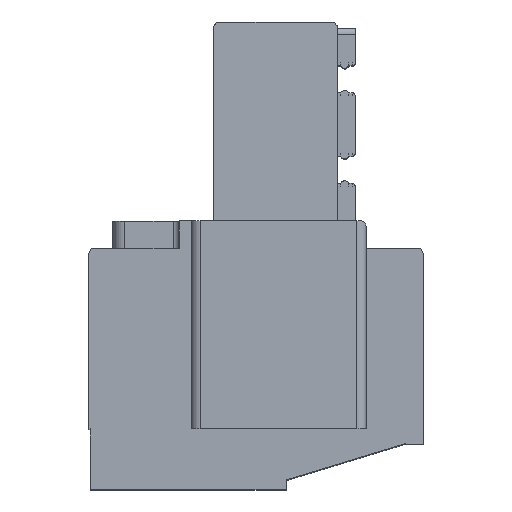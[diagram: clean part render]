
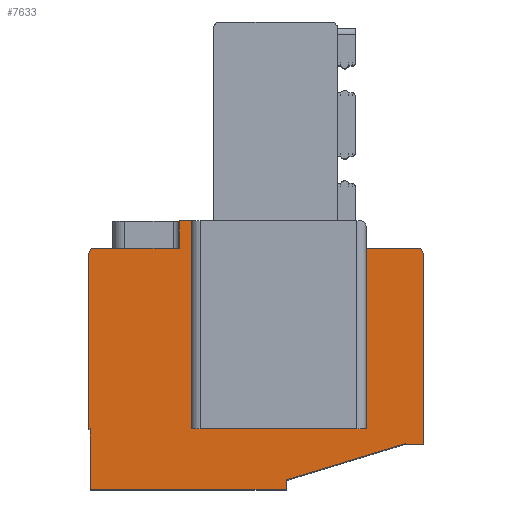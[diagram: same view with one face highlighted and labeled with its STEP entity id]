
A CAD part, top view. The second image highlights one B-rep face of the part: STEP entity #7633.
In plain terms, the highlighted planar face has unit normal (0, 0, 1).
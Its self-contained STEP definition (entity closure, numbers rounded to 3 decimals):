
#172=CIRCLE($,#8115,0.2);
#173=CIRCLE($,#8116,0.2);
#459=PLANE($,#8114);
#701=FACE_OUTER_BOUND($,#1157,.T.);
#1157=EDGE_LOOP($,(#5218,#5219,#5220,#5221,#5222,#5223,#5224,#5225,#5226,
#5227,#5228,#5229,#5230,#5231,#5232,#5233,#5234,#5235,#5236,#5237,#5238,
#5239));
#1690=LINE($,#11256,#2369);
#1698=LINE($,#11283,#2377);
#1699=LINE($,#11285,#2378);
#1700=LINE($,#11287,#2379);
#1701=LINE($,#11289,#2380);
#1702=LINE($,#11293,#2381);
#1703=LINE($,#11295,#2382);
#1704=LINE($,#11296,#2383);
#1705=LINE($,#11298,#2384);
#1706=LINE($,#11300,#2385);
#1707=LINE($,#11302,#2386);
#1708=LINE($,#11304,#2387);
#1709=LINE($,#11306,#2388);
#1710=LINE($,#11310,#2389);
#1711=LINE($,#11312,#2390);
#1712=LINE($,#11314,#2391);
#1713=LINE($,#11316,#2392);
#1714=LINE($,#11318,#2393);
#1715=LINE($,#11320,#2394);
#1716=LINE($,#11321,#2395);
#2369=VECTOR($,#8912,6.5);
#2377=VECTOR($,#8936,1.1);
#2378=VECTOR($,#8937,0.4);
#2379=VECTOR($,#8938,0.9);
#2380=VECTOR($,#8939,2.8);
#2381=VECTOR($,#8942,5.8);
#2382=VECTOR($,#8943,0.05);
#2383=VECTOR($,#8944,2.);
#2384=VECTOR($,#8945,0.31);
#2385=VECTOR($,#8946,4.13);
#2386=VECTOR($,#8947,0.018);
#2387=VECTOR($,#8948,0.6);
#2388=VECTOR($,#8949,6.3);
#2389=VECTOR($,#8952,1.7);
#2390=VECTOR($,#8953,0.2);
#2391=VECTOR($,#8954,0.622);
#2392=VECTOR($,#8955,5.8);
#2393=VECTOR($,#8956,4.556);
#2394=VECTOR($,#8957,5.8);
#2395=VECTOR($,#8958,0.622);
#3253=VERTEX_POINT($,#11254);
#3254=VERTEX_POINT($,#11255);
#3264=VERTEX_POINT($,#11281);
#3265=VERTEX_POINT($,#11282);
#3266=VERTEX_POINT($,#11284);
#3267=VERTEX_POINT($,#11286);
#3268=VERTEX_POINT($,#11288);
#3269=VERTEX_POINT($,#11290);
#3270=VERTEX_POINT($,#11292);
#3271=VERTEX_POINT($,#11294);
#3272=VERTEX_POINT($,#11297);
#3273=VERTEX_POINT($,#11299);
#3274=VERTEX_POINT($,#11301);
#3275=VERTEX_POINT($,#11303);
#3276=VERTEX_POINT($,#11305);
#3277=VERTEX_POINT($,#11307);
#3278=VERTEX_POINT($,#11309);
#3279=VERTEX_POINT($,#11311);
#3280=VERTEX_POINT($,#11313);
#3281=VERTEX_POINT($,#11315);
#3282=VERTEX_POINT($,#11317);
#3283=VERTEX_POINT($,#11319);
#4033=EDGE_CURVE($,#3253,#3254,#1690,.T.);
#4048=EDGE_CURVE($,#3264,#3265,#1698,.T.);
#4049=EDGE_CURVE($,#3264,#3266,#1699,.T.);
#4050=EDGE_CURVE($,#3266,#3267,#1700,.T.);
#4051=EDGE_CURVE($,#3267,#3268,#1701,.T.);
#4052=EDGE_CURVE($,#3268,#3269,#172,.T.);
#4053=EDGE_CURVE($,#3269,#3270,#1702,.T.);
#4054=EDGE_CURVE($,#3270,#3271,#1703,.T.);
#4055=EDGE_CURVE($,#3271,#3253,#1704,.T.);
#4056=EDGE_CURVE($,#3254,#3272,#1705,.T.);
#4057=EDGE_CURVE($,#3272,#3273,#1706,.T.);
#4058=EDGE_CURVE($,#3273,#3274,#1707,.T.);
#4059=EDGE_CURVE($,#3274,#3275,#1708,.T.);
#4060=EDGE_CURVE($,#3275,#3276,#1709,.T.);
#4061=EDGE_CURVE($,#3276,#3277,#173,.T.);
#4062=EDGE_CURVE($,#3277,#3278,#1710,.T.);
#4063=EDGE_CURVE($,#3278,#3279,#1711,.T.);
#4064=EDGE_CURVE($,#3279,#3280,#1712,.T.);
#4065=EDGE_CURVE($,#3281,#3280,#1713,.T.);
#4066=EDGE_CURVE($,#3282,#3281,#1714,.T.);
#4067=EDGE_CURVE($,#3282,#3283,#1715,.T.);
#4068=EDGE_CURVE($,#3283,#3265,#1716,.T.);
#5218=ORIENTED_EDGE($,*,*,#4048,.F.);
#5219=ORIENTED_EDGE($,*,*,#4049,.T.);
#5220=ORIENTED_EDGE($,*,*,#4050,.T.);
#5221=ORIENTED_EDGE($,*,*,#4051,.T.);
#5222=ORIENTED_EDGE($,*,*,#4052,.T.);
#5223=ORIENTED_EDGE($,*,*,#4053,.T.);
#5224=ORIENTED_EDGE($,*,*,#4054,.T.);
#5225=ORIENTED_EDGE($,*,*,#4055,.T.);
#5226=ORIENTED_EDGE($,*,*,#4033,.T.);
#5227=ORIENTED_EDGE($,*,*,#4056,.T.);
#5228=ORIENTED_EDGE($,*,*,#4057,.T.);
#5229=ORIENTED_EDGE($,*,*,#4058,.T.);
#5230=ORIENTED_EDGE($,*,*,#4059,.T.);
#5231=ORIENTED_EDGE($,*,*,#4060,.T.);
#5232=ORIENTED_EDGE($,*,*,#4061,.T.);
#5233=ORIENTED_EDGE($,*,*,#4062,.T.);
#5234=ORIENTED_EDGE($,*,*,#4063,.T.);
#5235=ORIENTED_EDGE($,*,*,#4064,.T.);
#5236=ORIENTED_EDGE($,*,*,#4065,.F.);
#5237=ORIENTED_EDGE($,*,*,#4066,.F.);
#5238=ORIENTED_EDGE($,*,*,#4067,.T.);
#5239=ORIENTED_EDGE($,*,*,#4068,.T.);
#7633=ADVANCED_FACE($,(#701),#459,.T.);
#8114=AXIS2_PLACEMENT_3D($,#11280,#8934,#8935);
#8115=AXIS2_PLACEMENT_3D($,#11291,#8940,#8941);
#8116=AXIS2_PLACEMENT_3D($,#11308,#8950,#8951);
#8912=DIRECTION($,(1.,0.,0.));
#8934=DIRECTION('center_axis',(0.,0.,1.));
#8935=DIRECTION('ref_axis',(1.,0.,0.));
#8936=DIRECTION($,(0.,-1.,0.));
#8937=DIRECTION($,(-1.,0.,0.));
#8938=DIRECTION($,(0.,-1.,0.));
#8939=DIRECTION($,(-1.,0.,0.));
#8940=DIRECTION('center_axis',(0.,0.,1.));
#8941=DIRECTION('ref_axis',(0.,1.,0.));
#8942=DIRECTION($,(0.,-1.,0.));
#8943=DIRECTION($,(1.,0.,0.));
#8944=DIRECTION($,(0.,-1.,0.));
#8945=DIRECTION($,(0.,1.,0.));
#8946=DIRECTION($,(0.956,0.292,0.));
#8947=DIRECTION($,(0.,-1.,0.));
#8948=DIRECTION($,(1.,0.,0.));
#8949=DIRECTION($,(0.,1.,0.));
#8950=DIRECTION('center_axis',(0.,0.,1.));
#8951=DIRECTION('ref_axis',(1.,0.,0.));
#8952=DIRECTION($,(-1.,0.,0.));
#8953=DIRECTION($,(0.,-1.,0.));
#8954=DIRECTION($,(-1.,0.,0.));
#8955=DIRECTION($,(0.,1.,0.));
#8956=DIRECTION($,(1.,0.,0.));
#8957=DIRECTION($,(0.,1.,0.));
#8958=DIRECTION($,(-1.,0.,0.));
#11254=CARTESIAN_POINT('',(-6.25,-5.2,14.));
#11255=CARTESIAN_POINT('',(0.25,-5.2,14.));
#11256=CARTESIAN_POINT($,(-6.25,-5.2,14.));
#11280=CARTESIAN_POINT('Origin',(0.,0.,14.));
#11281=CARTESIAN_POINT('',(-2.9,3.7,14.));
#11282=CARTESIAN_POINT('',(-2.9,2.6,14.));
#11283=CARTESIAN_POINT($,(-2.9,3.7,14.));
#11284=CARTESIAN_POINT('',(-3.3,3.7,14.));
#11285=CARTESIAN_POINT($,(-2.9,3.7,14.));
#11286=CARTESIAN_POINT('',(-3.3,2.8,14.));
#11287=CARTESIAN_POINT($,(-3.3,3.7,14.));
#11288=CARTESIAN_POINT('',(-6.1,2.8,14.));
#11289=CARTESIAN_POINT($,(-3.3,2.8,14.));
#11290=CARTESIAN_POINT('',(-6.3,2.6,14.));
#11291=CARTESIAN_POINT('Origin',(-6.1,2.6,14.));
#11292=CARTESIAN_POINT('',(-6.3,-3.2,14.));
#11293=CARTESIAN_POINT($,(-6.3,2.6,14.));
#11294=CARTESIAN_POINT('',(-6.25,-3.2,14.));
#11295=CARTESIAN_POINT($,(-6.3,-3.2,14.));
#11296=CARTESIAN_POINT($,(-6.25,-3.2,14.));
#11297=CARTESIAN_POINT('',(0.25,-4.89,14.));
#11298=CARTESIAN_POINT($,(0.25,-5.2,14.));
#11299=CARTESIAN_POINT('',(4.2,-3.682,14.));
#11300=CARTESIAN_POINT($,(0.25,-4.89,14.));
#11301=CARTESIAN_POINT('',(4.2,-3.7,14.));
#11302=CARTESIAN_POINT($,(4.2,-3.682,14.));
#11303=CARTESIAN_POINT('',(4.8,-3.7,14.));
#11304=CARTESIAN_POINT($,(4.2,-3.7,14.));
#11305=CARTESIAN_POINT('',(4.8,2.6,14.));
#11306=CARTESIAN_POINT($,(4.8,-3.7,14.));
#11307=CARTESIAN_POINT('',(4.6,2.8,14.));
#11308=CARTESIAN_POINT('Origin',(4.6,2.6,14.));
#11309=CARTESIAN_POINT('',(2.9,2.8,14.));
#11310=CARTESIAN_POINT($,(4.6,2.8,14.));
#11311=CARTESIAN_POINT('',(2.9,2.6,14.));
#11312=CARTESIAN_POINT($,(2.9,2.8,14.));
#11313=CARTESIAN_POINT('',(2.278,2.6,14.));
#11314=CARTESIAN_POINT($,(2.9,2.6,14.));
#11315=CARTESIAN_POINT('',(2.278,-3.2,14.));
#11316=CARTESIAN_POINT($,(2.278,-3.2,14.));
#11317=CARTESIAN_POINT('',(-2.278,-3.2,14.));
#11318=CARTESIAN_POINT($,(-2.278,-3.2,14.));
#11319=CARTESIAN_POINT('',(-2.278,2.6,14.));
#11320=CARTESIAN_POINT($,(-2.278,-3.2,14.));
#11321=CARTESIAN_POINT($,(-2.278,2.6,14.));
